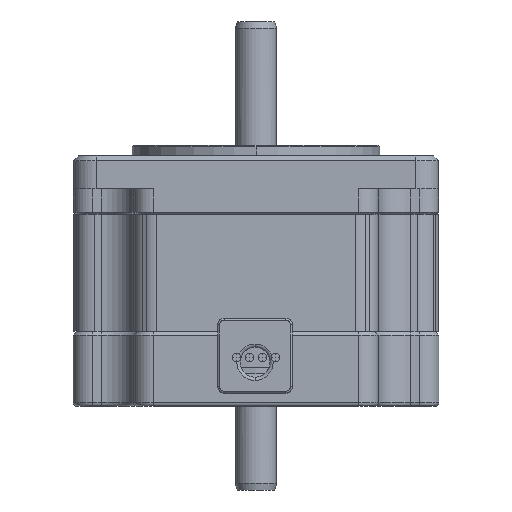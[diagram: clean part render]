
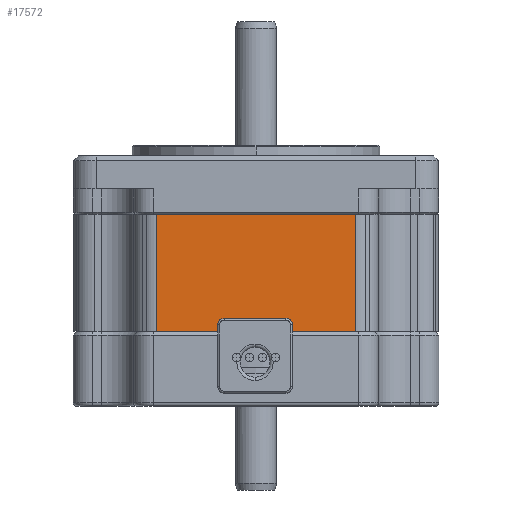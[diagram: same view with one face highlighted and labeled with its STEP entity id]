
A CAD part, front view. The second image highlights one B-rep face of the part: STEP entity #17572.
In plain terms, the highlighted planar face has unit normal (0, -1, 0).
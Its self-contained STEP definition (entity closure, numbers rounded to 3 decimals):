
#1334=DIRECTION('',(1.,0.,0.));
#1335=VECTOR('',#1334,30.617);
#1336=CARTESIAN_POINT('',(-15.308,-28.1,0.));
#1337=LINE('',#1336,#1335);
#2633=DIRECTION('',(1.,0.,0.));
#2634=VECTOR('',#2633,30.617);
#2635=CARTESIAN_POINT('',(-15.308,-28.1,18.));
#2636=LINE('',#2635,#2634);
#6625=DIRECTION('',(0.,0.,-1.));
#6626=VECTOR('',#6625,18.);
#6627=CARTESIAN_POINT('',(-15.308,-28.1,18.));
#6628=LINE('',#6627,#6626);
#6629=DIRECTION('',(0.,0.,-1.));
#6630=VECTOR('',#6629,18.);
#6631=CARTESIAN_POINT('',(15.308,-28.1,18.));
#6632=LINE('',#6631,#6630);
#8219=CARTESIAN_POINT('',(-15.308,-28.1,0.));
#8221=VERTEX_POINT('',#8219);
#8225=CARTESIAN_POINT('',(-15.308,-28.1,18.));
#8226=VERTEX_POINT('',#8225);
#8252=CARTESIAN_POINT('',(15.308,-28.1,0.));
#8254=VERTEX_POINT('',#8252);
#8255=CARTESIAN_POINT('',(15.308,-28.1,18.));
#8256=VERTEX_POINT('',#8255);
#17560=CARTESIAN_POINT('',(-16.129,-28.1,0.));
#17561=DIRECTION('',(0.,-1.,0.));
#17562=DIRECTION('',(1.,0.,0.));
#17563=AXIS2_PLACEMENT_3D('',#17560,#17561,#17562);
#17564=PLANE('',#17563);
#17565=ORIENTED_EDGE('',*,*,#17555,.F.);
#17566=ORIENTED_EDGE('',*,*,#10131,.T.);
#17568=ORIENTED_EDGE('',*,*,#17567,.T.);
#17569=ORIENTED_EDGE('',*,*,#9118,.F.);
#17570=EDGE_LOOP('',(#17565,#17566,#17568,#17569));
#17571=FACE_OUTER_BOUND('',#17570,.F.);
#17572=ADVANCED_FACE('',(#17571),#17564,.T.);
#9118=EDGE_CURVE('',#8221,#8254,#1337,.T.);
#10131=EDGE_CURVE('',#8226,#8256,#2636,.T.);
#17555=EDGE_CURVE('',#8226,#8221,#6628,.T.);
#17567=EDGE_CURVE('',#8256,#8254,#6632,.T.);
